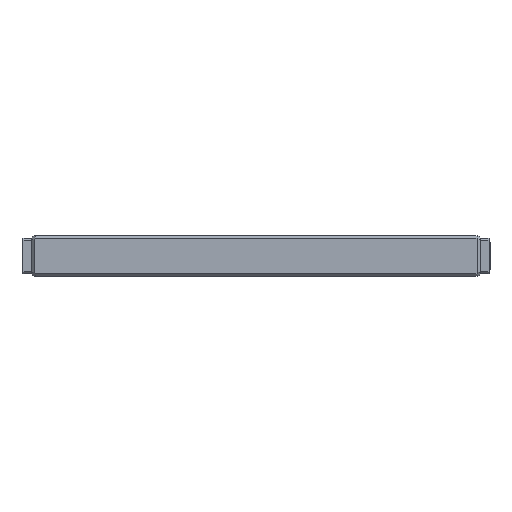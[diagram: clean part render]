
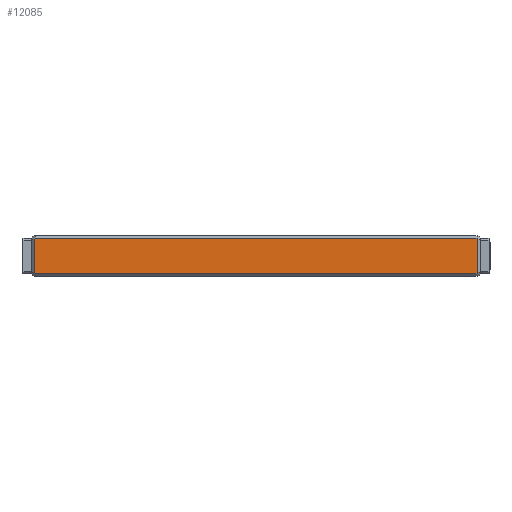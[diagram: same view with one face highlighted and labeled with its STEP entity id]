
A CAD part, front view. The second image highlights one B-rep face of the part: STEP entity #12085.
In plain terms, the highlighted planar face has unit normal (0, -1, 0).
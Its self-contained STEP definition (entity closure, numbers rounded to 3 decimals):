
#9870=FACE_OUTER_BOUND('',#20499,.T.);
#12085=ADVANCED_FACE('',(#9870),#14891,.T.);
#14891=PLANE('',#58058);
#20499=EDGE_LOOP('',(#24378,#24379,#24380,#24381,#24382,#24383,#24384,#24385));
#24378=ORIENTED_EDGE('',*,*,#43058,.T.);
#24379=ORIENTED_EDGE('',*,*,#43059,.F.);
#24380=ORIENTED_EDGE('',*,*,#43060,.T.);
#24381=ORIENTED_EDGE('',*,*,#43061,.T.);
#24382=ORIENTED_EDGE('',*,*,#43062,.T.);
#24383=ORIENTED_EDGE('',*,*,#43063,.F.);
#24384=ORIENTED_EDGE('',*,*,#43064,.T.);
#24385=ORIENTED_EDGE('',*,*,#43065,.T.);
#38266=VERTEX_POINT('',#76144);
#38267=VERTEX_POINT('',#76145);
#38268=VERTEX_POINT('',#76147);
#38269=VERTEX_POINT('',#76149);
#38270=VERTEX_POINT('',#76151);
#38271=VERTEX_POINT('',#76153);
#38272=VERTEX_POINT('',#76155);
#38273=VERTEX_POINT('',#76157);
#43058=EDGE_CURVE('',#38266,#38267,#49920,.T.);
#43059=EDGE_CURVE('',#38268,#38267,#49921,.T.);
#43060=EDGE_CURVE('',#38268,#38269,#49922,.T.);
#43061=EDGE_CURVE('',#38269,#38270,#49923,.T.);
#43062=EDGE_CURVE('',#38270,#38271,#49924,.T.);
#43063=EDGE_CURVE('',#38272,#38271,#49925,.T.);
#43064=EDGE_CURVE('',#38272,#38273,#49926,.T.);
#43065=EDGE_CURVE('',#38273,#38266,#49927,.T.);
#49920=LINE('',#76143,#54080);
#49921=LINE('',#76146,#54081);
#49922=LINE('',#76148,#54082);
#49923=LINE('',#76150,#54083);
#49924=LINE('',#76152,#54084);
#49925=LINE('',#76154,#54085);
#49926=LINE('',#76156,#54086);
#49927=LINE('',#76158,#54087);
#54080=VECTOR('',#62645,1.);
#54081=VECTOR('',#62646,1.);
#54082=VECTOR('',#62647,1.);
#54083=VECTOR('',#62648,1.);
#54084=VECTOR('',#62649,1.);
#54085=VECTOR('',#62650,1.);
#54086=VECTOR('',#62651,1.);
#54087=VECTOR('',#62652,1.);
#58058=AXIS2_PLACEMENT_3D('',#76159,#62653,#62654);
#62645=DIRECTION('',(-1.,0.,0.));
#62646=DIRECTION('',(0.577,0.,0.816));
#62647=DIRECTION('',(0.,0.,-1.));
#62648=DIRECTION('',(0.577,0.,-0.816));
#62649=DIRECTION('',(1.,0.,0.));
#62650=DIRECTION('',(-0.577,0.,-0.816));
#62651=DIRECTION('',(0.,0.,1.));
#62652=DIRECTION('',(-0.577,0.,0.816));
#62653=DIRECTION('',(0.,-1.,0.));
#62654=DIRECTION('',(-1.,0.,0.));
#76143=CARTESIAN_POINT('',(-50.,-4.5,4.));
#76144=CARTESIAN_POINT('',(49.3,-4.5,4.));
#76145=CARTESIAN_POINT('',(-49.3,-4.5,4.));
#76146=CARTESIAN_POINT('',(-49.582,-4.5,3.601));
#76147=CARTESIAN_POINT('',(-49.5,-4.5,3.717));
#76148=CARTESIAN_POINT('',(-49.5,-4.5,-4.));
#76149=CARTESIAN_POINT('',(-49.5,-4.5,-3.717));
#76150=CARTESIAN_POINT('',(-53.54,-4.5,1.997));
#76151=CARTESIAN_POINT('',(-49.3,-4.5,-4.));
#76152=CARTESIAN_POINT('',(-50.,-4.5,-4.));
#76153=CARTESIAN_POINT('',(49.3,-4.5,-4.));
#76154=CARTESIAN_POINT('',(49.582,-4.5,-3.601));
#76155=CARTESIAN_POINT('',(49.5,-4.5,-3.717));
#76156=CARTESIAN_POINT('',(49.5,-4.5,4.5));
#76157=CARTESIAN_POINT('',(49.5,-4.5,3.717));
#76158=CARTESIAN_POINT('',(15.964,-4.5,51.144));
#76159=CARTESIAN_POINT('',(-50.,-4.5,4.5));
